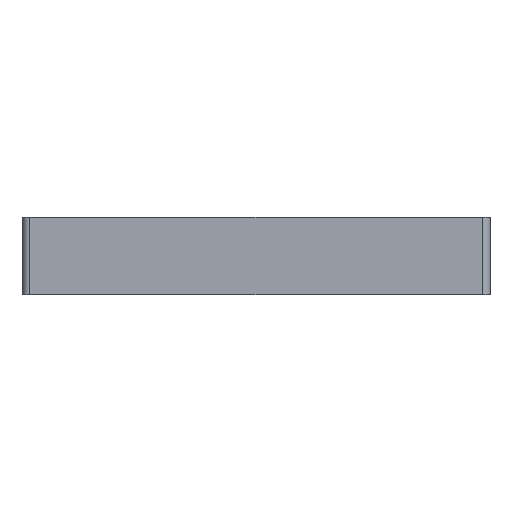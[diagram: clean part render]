
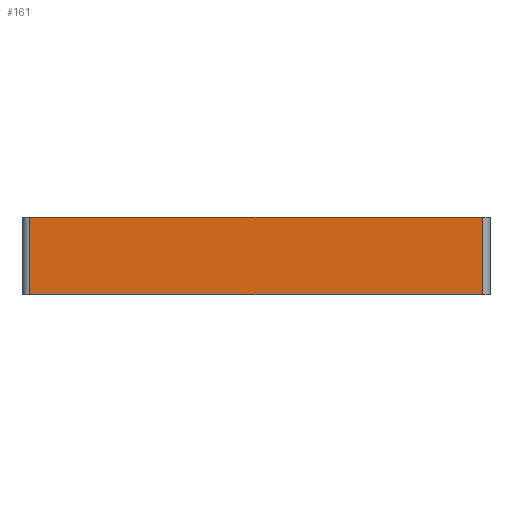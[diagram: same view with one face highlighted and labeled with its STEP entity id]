
A CAD part, left-side view. The second image highlights one B-rep face of the part: STEP entity #161.
In plain terms, the highlighted planar face has unit normal (-1, 0, 0).
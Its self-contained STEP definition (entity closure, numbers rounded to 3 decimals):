
#20 = VERTEX_POINT ( 'NONE', #262 ) ;
#21 = EDGE_CURVE ( 'NONE', #137, #188, #287, .T. ) ;
#83 = VERTEX_POINT ( 'NONE', #419 ) ;
#85 = EDGE_CURVE ( 'NONE', #83, #20, #362, .T. ) ;
#94 = ORIENTED_EDGE ( 'NONE', *, *, #21, .F. ) ;
#104 = EDGE_LOOP ( 'NONE', ( #152, #126, #94, #149 ) ) ;
#106 = EDGE_CURVE ( 'NONE', #137, #83, #444, .T. ) ;
#113 = EDGE_CURVE ( 'NONE', #188, #20, #477, .T. ) ;
#126 = ORIENTED_EDGE ( 'NONE', *, *, #113, .F. ) ;
#137 = VERTEX_POINT ( 'NONE', #461 ) ;
#149 = ORIENTED_EDGE ( 'NONE', *, *, #106, .T. ) ;
#152 = ORIENTED_EDGE ( 'NONE', *, *, #85, .T. ) ;
#161 = ADVANCED_FACE ( 'NONE', ( #535 ), #494, .F. ) ;
#188 = VERTEX_POINT ( 'NONE', #551 ) ;
#262 = CARTESIAN_POINT ( 'NONE',  ( 3749.075, 1789.577, 0. ) ) ;
#285 = DIRECTION ( 'NONE',  ( 0., -1., 0. ) ) ;
#286 = VECTOR ( 'NONE', #285, 1000. ) ;
#287 = LINE ( 'NONE', #288, #286 ) ;
#288 = CARTESIAN_POINT ( 'NONE',  ( 3749.075, 1847.577, 10. ) ) ;
#362 = LINE ( 'NONE', #379, #375 ) ;
#375 = VECTOR ( 'NONE', #378, 1000. ) ;
#378 = DIRECTION ( 'NONE',  ( 0., -1., 0. ) ) ;
#379 = CARTESIAN_POINT ( 'NONE',  ( 3749.075, 1847.577, 0. ) ) ;
#419 = CARTESIAN_POINT ( 'NONE',  ( 3749.075, 1847.577, 0. ) ) ;
#429 = DIRECTION ( 'NONE',  ( 0., 0., -1. ) ) ;
#430 = VECTOR ( 'NONE', #429, 1000. ) ;
#443 = CARTESIAN_POINT ( 'NONE',  ( 3749.075, 1847.577, 10. ) ) ;
#444 = LINE ( 'NONE', #443, #430 ) ;
#461 = CARTESIAN_POINT ( 'NONE',  ( 3749.075, 1847.577, 10. ) ) ;
#474 = DIRECTION ( 'NONE',  ( 0., 0., -1. ) ) ;
#475 = VECTOR ( 'NONE', #474, 1000. ) ;
#476 = CARTESIAN_POINT ( 'NONE',  ( 3749.075, 1789.577, 10. ) ) ;
#477 = LINE ( 'NONE', #476, #475 ) ;
#486 = AXIS2_PLACEMENT_3D ( 'NONE', #492, #491, #521 ) ;
#491 = DIRECTION ( 'NONE',  ( 1., 0., 0. ) ) ;
#492 = CARTESIAN_POINT ( 'NONE',  ( 3749.075, 1847.577, 10. ) ) ;
#494 = PLANE ( 'NONE',  #486 ) ;
#521 = DIRECTION ( 'NONE',  ( 0., 0., -1. ) ) ;
#535 = FACE_OUTER_BOUND ( 'NONE', #104, .T. ) ;
#551 = CARTESIAN_POINT ( 'NONE',  ( 3749.075, 1789.577, 10. ) ) ;
